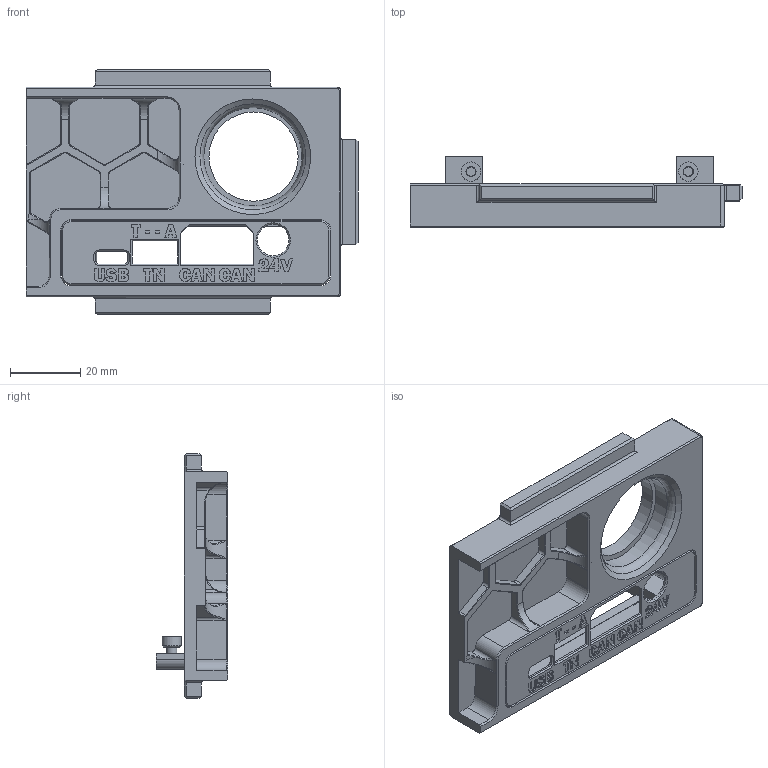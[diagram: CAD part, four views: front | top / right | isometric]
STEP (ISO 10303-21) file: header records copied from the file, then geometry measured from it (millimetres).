
FILE_DESCRIPTION(/* description */ (''),/* implementation_level */ '2;1');
FILE_NAME(/* name */ 'BTIO Panel.step',/* time_stamp */ '2025-04-29T22:51:43-05:00',/* author */ (''),/* organization */ (''),/* preprocessor_version */ 'ST-DEVELOPER v20.1',/* originating_system */ 'Autodesk Translation Framework v14.4.0.0',/* authorisation */ '');
FILE_SCHEMA (('AUTOMOTIVE_DESIGN { 1 0 10303 214 3 1 1 }'));
Length unit declared in the file: millimetre
Products named in the file (6): Hex_Right_Knock_Panel_Hardware; Option Plate; right_rear_knock_out; Hardware; (Unsaved); M3x8 SHCS
Assembly tree (9 placements, depth 3):
  Hex_Right_Knock_Panel_Hardware
    Option Plate
    right_rear_knock_out
    Hardware
      M3x8 SHCS  x4
      (Unsaved)  x2
Bounding box: 94.7 x 20.4 x 69.8 mm (x, y, z)
Volume: 37988.3 mm3; surface area: 25970.1 mm2
Topology: 9 solids, 9 shells, 1048 faces, 2769 edges, 1773 vertices
Faces by surface type: plane 450, bspline 313, cylinder 171, cone 113, torus 1
Full cylindrical faces by diameter (mm): 2.6 x4, 2.85 x2, 2.9 x2, 3 x4, 3.35 x2, 4.1 x2, 4.25 x4, 4.65 x2, 5.5 x4, 6.5 x2, 9 x1, 25.456 x1, 28 x1
Entity records: 33518 total; most frequent: CARTESIAN_POINT 13231, ORIENTED_EDGE 4582, DIRECTION 3479, EDGE_CURVE 2291, VERTEX_POINT 1475, LINE 1369, VECTOR 1369, AXIS2_PLACEMENT_3D 1055
